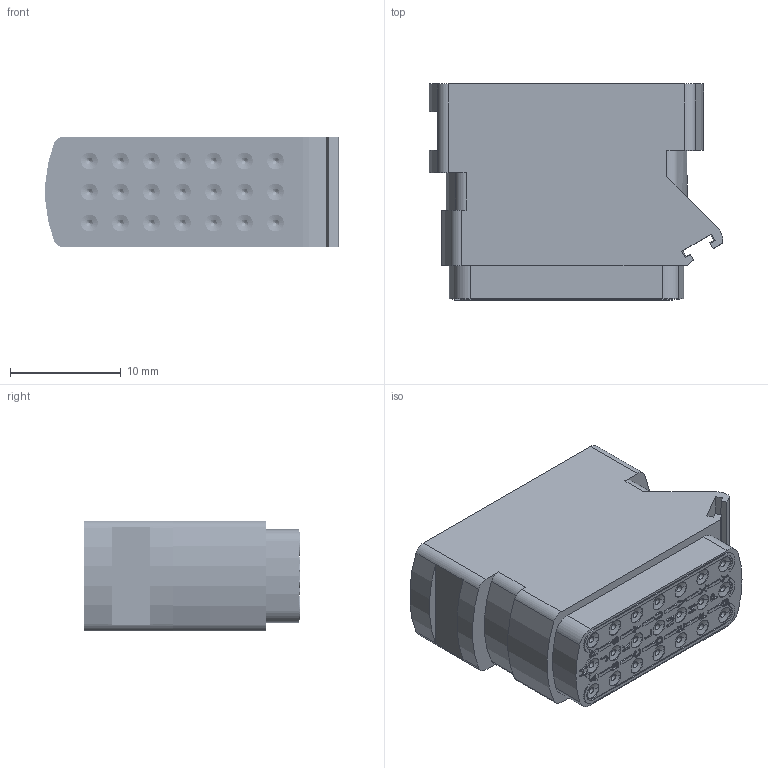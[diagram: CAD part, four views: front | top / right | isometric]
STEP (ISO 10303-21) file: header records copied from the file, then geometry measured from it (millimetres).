
FILE_DESCRIPTION((''),'2;1');
FILE_NAME('00111510602','2020-02-11T',('presta_be4'),(''),'CREO PARAMETRIC BY PTC INC, 2018360','CREO PARAMETRIC BY PTC INC, 2018360','');
FILE_SCHEMA(('CONFIG_CONTROL_DESIGN'));
Products named in the file (1): 00111510602
Bounding box: 26.45 x 19.5 x 10 mm (x, y, z)
Volume: 3453.7 mm3; surface area: 6890 mm2
Topology: 1 solids, 1 shells, 6466 faces, 18538 edges, 12211 vertices
Faces by surface type: plane 5064, cylinder 814, cone 462, sphere 84, torus 42
Entity records: 225557 total; most frequent: CARTESIAN_POINT 53279, ORIENTED_EDGE 36992, DIRECTION 35364, EDGE_CURVE 18496, VECTOR 12706, LINE 12706, VERTEX_POINT 12211, AXIS2_PLACEMENT_3D 11329
